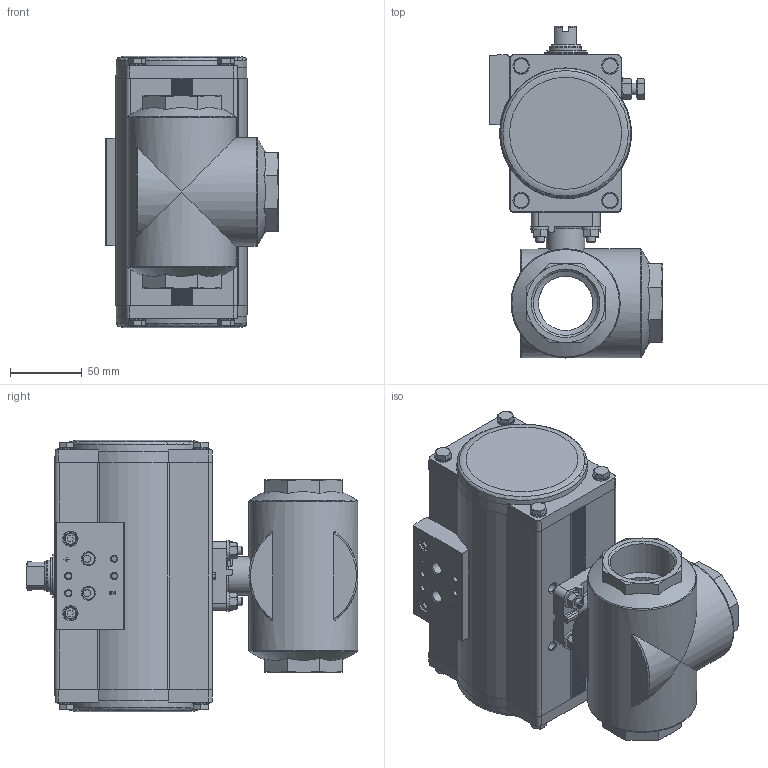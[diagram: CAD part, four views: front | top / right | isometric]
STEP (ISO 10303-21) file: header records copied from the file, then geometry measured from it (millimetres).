
FILE_DESCRIPTION(/* description */ ('STEP AP214'),/* implementation_level */ '2;1');
FILE_NAME(/* name */ '8070256_VZBM-A-11_2-RP-25-F-3L-B2-PA80',/* time_stamp */ '2024-09-18T03:18:31+02:00',/* author */ ('License CC BY-ND 4.0'),/* organization */ ('CADENAS'),/* preprocessor_version */ 'ST-DEVELOPER v19.3',/* originating_system */ 'PARTsolutions',/* authorisation */ ' ');
FILE_SCHEMA (('AUTOMOTIVE_DESIGN {1 0 10303 214 3 1 1}'));
Length unit declared in the file: millimetre
Products named in the file (11): 8070256 VZBM-A-11/2-RP-25-F-3L-B2-PA80; 4451864 VZBM-11/2-Rp-25-F-3L-F0405-B2B3; 8042187 DFPD-80-90-RD-F05-------(housing); 8042187 DFPD-80(F05_90)---(shaft); 3639455 SCHEIBE 8.2X16X1.5-1.4301; 3639451 DFPD-80; DIN 934 - M8(F); 8082122 DARQ-R-A-S17-S11-17; 8190047 NL-6-SP-SS; ISO-4026 M6x30; ISO 4032 - M6(F)
Assembly tree (22 placements, depth 2):
  8070256 VZBM-A-11/2-RP-25-F-3L-B2-PA80
    4451864 VZBM-11/2-Rp-25-F-3L-F0405-B2B3
    8042187 DFPD-80-90-RD-F05-------(housing)
    8042187 DFPD-80(F05_90)---(shaft)
    3639455 SCHEIBE 8.2X16X1.5-1.4301  x2
    3639451 DFPD-80  x2
    DIN 934 - M8(F)  x2
    8082122 DARQ-R-A-S17-S11-17
    8190047 NL-6-SP-SS  x4
    ISO-4026 M6x30  x4
    ISO 4032 - M6(F)  x4
Bounding box: 120.5 x 231.5 x 189.3 mm (x, y, z)
Volume: 2210487.2 mm3; surface area: 216699.7 mm2
Topology: 22 solids, 22 shells, 1065 faces, 2496 edges, 1533 vertices
Faces by surface type: plane 515, cone 296, cylinder 216, torus 36, sphere 2
Full cylindrical faces by diameter (mm): 2 x2, 3.242 x1, 4.134 x8, 4.917 x9, 5 x2, 6 x4, 6.5 x4, 6.647 x8, 8 x2, 8.2 x2, 8.5 x2, 8.566 x2, 10 x2, 11.5 x8, 12.2 x2, 13 x2, 13.5 x4, 16 x2, 17.2 x2, 22 x3, 24 x1, 25 x1, 26 x2, 26.3 x1, 27 x1, 30 x3, 31 x1, 35.5 x2, 36 x2, 38 x2
Entity records: 25044 total; most frequent: CARTESIAN_POINT 5445, DIRECTION 3959, ORIENTED_EDGE 3792, EDGE_CURVE 1896, AXIS2_PLACEMENT_3D 1574, VERTEX_POINT 1288, FACE_BOUND 1150, EDGE_LOOP 1134
